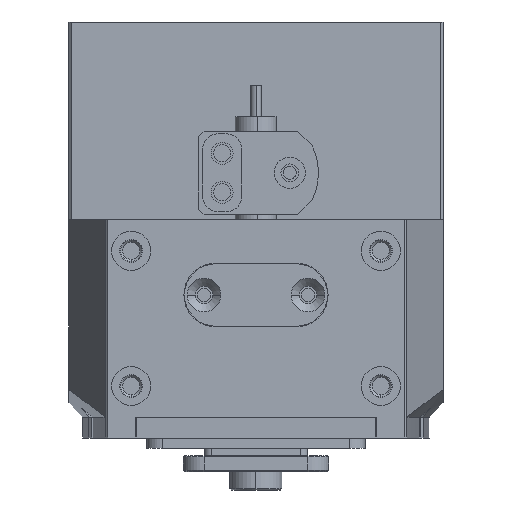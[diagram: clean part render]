
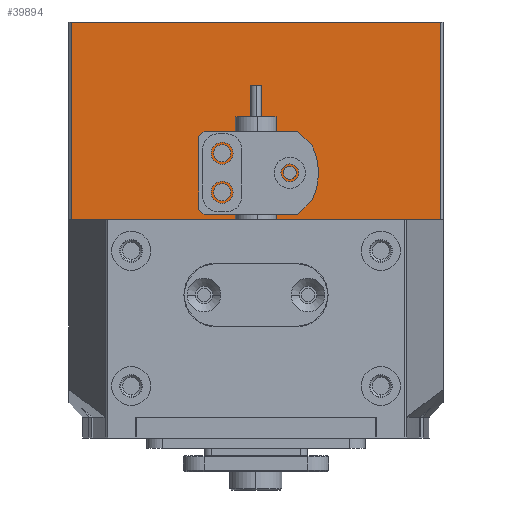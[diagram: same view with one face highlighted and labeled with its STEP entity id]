
A CAD part, left-side view. The second image highlights one B-rep face of the part: STEP entity #39894.
In plain terms, the highlighted planar face has unit normal (-1, 0, 0).
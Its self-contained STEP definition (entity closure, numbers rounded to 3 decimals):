
#1122 = VERTEX_POINT ( 'NONE', #16407 ) ;
#1325 = DIRECTION ( 'NONE',  ( 0., 0., -1. ) ) ;
#1814 = AXIS2_PLACEMENT_3D ( 'NONE', #18363, #30112, #33900 ) ;
#2807 = DIRECTION ( 'NONE',  ( -1., 0., 0. ) ) ;
#3228 = VERTEX_POINT ( 'NONE', #27332 ) ;
#4032 = CIRCLE ( 'NONE', #25475, 1.65 ) ;
#4215 = VERTEX_POINT ( 'NONE', #16062 ) ;
#4948 = EDGE_CURVE ( 'NONE', #38071, #28431, #4032, .T. ) ;
#4994 = DIRECTION ( 'NONE',  ( 0., 0., 1. ) ) ;
#5195 = EDGE_CURVE ( 'NONE', #36577, #4215, #29697, .T. ) ;
#6295 = DIRECTION ( 'NONE',  ( 0., 0., 1. ) ) ;
#6948 = ORIENTED_EDGE ( 'NONE', *, *, #48857, .F. ) ;
#6951 = EDGE_CURVE ( 'NONE', #38267, #32387, #12827, .T. ) ;
#7844 = CIRCLE ( 'NONE', #27733, 1.65 ) ;
#8176 = FACE_OUTER_BOUND ( 'NONE', #17687, .T. ) ;
#9106 = CARTESIAN_POINT ( 'NONE',  ( -68.858, 12.927, 198.148 ) ) ;
#9713 = CARTESIAN_POINT ( 'NONE',  ( -68.858, 19.427, 171.248 ) ) ;
#10052 = CARTESIAN_POINT ( 'NONE',  ( -68.858, -22.573, 160.148 ) ) ;
#10189 = CARTESIAN_POINT ( 'NONE',  ( -68.858, 19.427, 172.898 ) ) ;
#10510 = CARTESIAN_POINT ( 'NONE',  ( -68.858, 19.427, 167.048 ) ) ;
#11795 = VERTEX_POINT ( 'NONE', #9713 ) ;
#12057 = EDGE_CURVE ( 'NONE', #28431, #38071, #30102, .T. ) ;
#12549 = CARTESIAN_POINT ( 'NONE',  ( -68.858, -22.573, 198.148 ) ) ;
#12827 = LINE ( 'NONE', #26890, #36109 ) ;
#13608 = EDGE_CURVE ( 'NONE', #1122, #32560, #47206, .T. ) ;
#14171 = LINE ( 'NONE', #24996, #20308 ) ;
#14238 = EDGE_LOOP ( 'NONE', ( #38845, #20619 ) ) ;
#15212 = VECTOR ( 'NONE', #4994, 1000. ) ;
#15294 = DIRECTION ( 'NONE',  ( -1., 0., 0. ) ) ;
#15762 = PLANE ( 'NONE',  #16244 ) ;
#16062 = CARTESIAN_POINT ( 'NONE',  ( -68.858, 48.427, 198.148 ) ) ;
#16244 = AXIS2_PLACEMENT_3D ( 'NONE', #27666, #31800, #1325 ) ;
#16407 = CARTESIAN_POINT ( 'NONE',  ( -68.858, 6.427, 167.898 ) ) ;
#16982 = CARTESIAN_POINT ( 'NONE',  ( -68.858, 48.427, 160.148 ) ) ;
#17084 = LINE ( 'NONE', #12549, #15212 ) ;
#17687 = EDGE_LOOP ( 'NONE', ( #39492, #29769, #29698, #22555 ) ) ;
#18363 = CARTESIAN_POINT ( 'NONE',  ( -68.858, 6.427, 169.148 ) ) ;
#20308 = VECTOR ( 'NONE', #20904, 1000. ) ;
#20619 = ORIENTED_EDGE ( 'NONE', *, *, #13608, .F. ) ;
#20904 = DIRECTION ( 'NONE',  ( 0., 0., -1. ) ) ;
#22555 = ORIENTED_EDGE ( 'NONE', *, *, #49786, .T. ) ;
#22862 = FACE_BOUND ( 'NONE', #50181, .T. ) ;
#23469 = ORIENTED_EDGE ( 'NONE', *, *, #36106, .F. ) ;
#24651 = EDGE_CURVE ( 'NONE', #32560, #1122, #34760, .T. ) ;
#24996 = CARTESIAN_POINT ( 'NONE',  ( -68.858, 48.427, 160.148 ) ) ;
#25475 = AXIS2_PLACEMENT_3D ( 'NONE', #25834, #15294, #45743 ) ;
#25834 = CARTESIAN_POINT ( 'NONE',  ( -68.858, 19.427, 165.398 ) ) ;
#26224 = CARTESIAN_POINT ( 'NONE',  ( -68.858, 19.427, 165.398 ) ) ;
#26260 = DIRECTION ( 'NONE',  ( -1., 0., 0. ) ) ;
#26890 = CARTESIAN_POINT ( 'NONE',  ( -68.858, -27.073, 160.148 ) ) ;
#27332 = CARTESIAN_POINT ( 'NONE',  ( -68.858, 19.427, 174.548 ) ) ;
#27666 = CARTESIAN_POINT ( 'NONE',  ( -68.858, -27.073, 160.148 ) ) ;
#27733 = AXIS2_PLACEMENT_3D ( 'NONE', #31825, #35963, #28036 ) ;
#28036 = DIRECTION ( 'NONE',  ( 0., 0., 1. ) ) ;
#28431 = VERTEX_POINT ( 'NONE', #10510 ) ;
#28465 = VECTOR ( 'NONE', #36167, 1000. ) ;
#28491 = CARTESIAN_POINT ( 'NONE',  ( -68.858, 19.427, 163.748 ) ) ;
#29413 = AXIS2_PLACEMENT_3D ( 'NONE', #29870, #26260, #6295 ) ;
#29697 = LINE ( 'NONE', #9106, #28465 ) ;
#29698 = ORIENTED_EDGE ( 'NONE', *, *, #5195, .T. ) ;
#29742 = CARTESIAN_POINT ( 'NONE',  ( -68.858, 6.427, 170.398 ) ) ;
#29769 = ORIENTED_EDGE ( 'NONE', *, *, #43114, .T. ) ;
#29870 = CARTESIAN_POINT ( 'NONE',  ( -68.858, 6.427, 169.148 ) ) ;
#30102 = CIRCLE ( 'NONE', #32941, 1.65 ) ;
#30112 = DIRECTION ( 'NONE',  ( -1., 0., 0. ) ) ;
#30175 = FACE_BOUND ( 'NONE', #14238, .T. ) ;
#30517 = DIRECTION ( 'NONE',  ( 0., 0., 1. ) ) ;
#30775 = CIRCLE ( 'NONE', #40490, 1.65 ) ;
#31763 = ORIENTED_EDGE ( 'NONE', *, *, #12057, .F. ) ;
#31800 = DIRECTION ( 'NONE',  ( 1., 0., 0. ) ) ;
#31825 = CARTESIAN_POINT ( 'NONE',  ( -68.858, 19.427, 172.898 ) ) ;
#32387 = VERTEX_POINT ( 'NONE', #16982 ) ;
#32560 = VERTEX_POINT ( 'NONE', #29742 ) ;
#32941 = AXIS2_PLACEMENT_3D ( 'NONE', #26224, #2807, #46663 ) ;
#33900 = DIRECTION ( 'NONE',  ( 0., 0., 1. ) ) ;
#34760 = CIRCLE ( 'NONE', #29413, 1.25 ) ;
#35963 = DIRECTION ( 'NONE',  ( -1., 0., 0. ) ) ;
#36106 = EDGE_CURVE ( 'NONE', #11795, #3228, #7844, .T. ) ;
#36109 = VECTOR ( 'NONE', #46962, 1000. ) ;
#36167 = DIRECTION ( 'NONE',  ( 0., 1., 0. ) ) ;
#36254 = EDGE_LOOP ( 'NONE', ( #6948, #23469 ) ) ;
#36577 = VERTEX_POINT ( 'NONE', #39346 ) ;
#38071 = VERTEX_POINT ( 'NONE', #28491 ) ;
#38267 = VERTEX_POINT ( 'NONE', #10052 ) ;
#38845 = ORIENTED_EDGE ( 'NONE', *, *, #24651, .F. ) ;
#38950 = DIRECTION ( 'NONE',  ( -1., 0., 0. ) ) ;
#39346 = CARTESIAN_POINT ( 'NONE',  ( -68.858, -22.573, 198.148 ) ) ;
#39492 = ORIENTED_EDGE ( 'NONE', *, *, #6951, .F. ) ;
#39894 = ADVANCED_FACE ( 'NONE', ( #40018, #22862, #30175, #8176 ), #15762, .F. ) ;
#40018 = FACE_BOUND ( 'NONE', #36254, .T. ) ;
#40490 = AXIS2_PLACEMENT_3D ( 'NONE', #10189, #38950, #30517 ) ;
#43114 = EDGE_CURVE ( 'NONE', #38267, #36577, #17084, .T. ) ;
#45743 = DIRECTION ( 'NONE',  ( 0., 0., 1. ) ) ;
#46663 = DIRECTION ( 'NONE',  ( 0., 0., 1. ) ) ;
#46962 = DIRECTION ( 'NONE',  ( 0., 1., 0. ) ) ;
#47206 = CIRCLE ( 'NONE', #1814, 1.25 ) ;
#47553 = ORIENTED_EDGE ( 'NONE', *, *, #4948, .F. ) ;
#48857 = EDGE_CURVE ( 'NONE', #3228, #11795, #30775, .T. ) ;
#49786 = EDGE_CURVE ( 'NONE', #4215, #32387, #14171, .T. ) ;
#50181 = EDGE_LOOP ( 'NONE', ( #31763, #47553 ) ) ;
